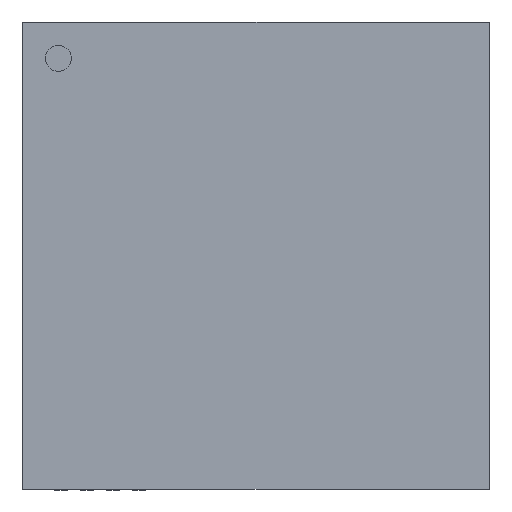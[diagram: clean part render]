
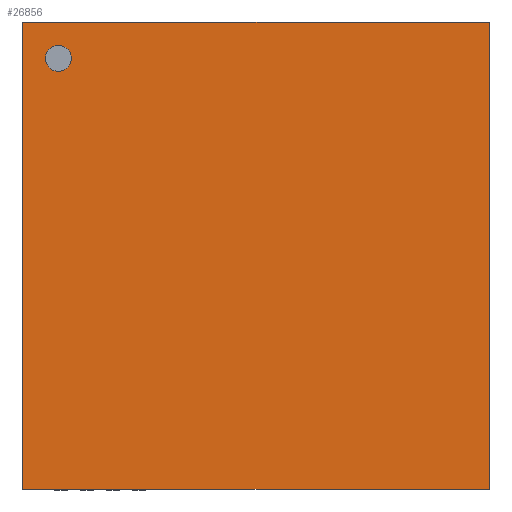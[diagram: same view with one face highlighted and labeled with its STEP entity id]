
A CAD part, top view. The second image highlights one B-rep face of the part: STEP entity #26856.
In plain terms, the highlighted planar face has unit normal (0, 0, 1).
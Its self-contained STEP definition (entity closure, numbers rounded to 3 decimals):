
#443 = PLANE('',#444);
#444 = AXIS2_PLACEMENT_3D('',#445,#446,#447);
#445 = CARTESIAN_POINT('',(-4.49,-4.49,0.02));
#446 = DIRECTION('',(1.,0.,0.));
#447 = DIRECTION('',(0.,0.,1.));
#471 = PLANE('',#472);
#472 = AXIS2_PLACEMENT_3D('',#473,#474,#475);
#473 = CARTESIAN_POINT('',(-4.49,-4.49,0.02));
#474 = DIRECTION('',(0.,1.,0.));
#475 = DIRECTION('',(0.,0.,1.));
#2259 = PLANE('',#2260);
#2260 = AXIS2_PLACEMENT_3D('',#2261,#2262,#2263);
#2261 = CARTESIAN_POINT('',(4.49,-4.49,0.02));
#2262 = DIRECTION('',(1.,0.,0.));
#2263 = DIRECTION('',(0.,0.,1.));
#4047 = PLANE('',#4048);
#4048 = AXIS2_PLACEMENT_3D('',#4049,#4050,#4051);
#4049 = CARTESIAN_POINT('',(-4.49,4.49,0.02));
#4050 = DIRECTION('',(0.,1.,0.));
#4051 = DIRECTION('',(0.,0.,1.));
#7587 = EDGE_CURVE('',#7588,#7590,#7592,.T.);
#7588 = VERTEX_POINT('',#7589);
#7589 = CARTESIAN_POINT('',(-4.49,-4.49,0.9));
#7590 = VERTEX_POINT('',#7591);
#7591 = CARTESIAN_POINT('',(-4.49,4.49,0.9));
#7592 = SURFACE_CURVE('',#7593,(#7597,#7604),.PCURVE_S1.);
#7593 = LINE('',#7594,#7595);
#7594 = CARTESIAN_POINT('',(-4.49,-4.49,0.9));
#7595 = VECTOR('',#7596,1.);
#7596 = DIRECTION('',(0.,1.,0.));
#7597 = PCURVE('',#443,#7598);
#7598 = DEFINITIONAL_REPRESENTATION('',(#7599),#7603);
#7599 = LINE('',#7600,#7601);
#7600 = CARTESIAN_POINT('',(0.88,0.));
#7601 = VECTOR('',#7602,1.);
#7602 = DIRECTION('',(0.,-1.));
#7603 = ( GEOMETRIC_REPRESENTATION_CONTEXT(2) 
PARAMETRIC_REPRESENTATION_CONTEXT() REPRESENTATION_CONTEXT('2D SPACE',''
  ) );
#7604 = PCURVE('',#7605,#7610);
#7605 = PLANE('',#7606);
#7606 = AXIS2_PLACEMENT_3D('',#7607,#7608,#7609);
#7607 = CARTESIAN_POINT('',(-4.49,-4.49,0.9));
#7608 = DIRECTION('',(0.,0.,1.));
#7609 = DIRECTION('',(1.,0.,0.));
#7610 = DEFINITIONAL_REPRESENTATION('',(#7611),#7615);
#7611 = LINE('',#7612,#7613);
#7612 = CARTESIAN_POINT('',(0.,0.));
#7613 = VECTOR('',#7614,1.);
#7614 = DIRECTION('',(0.,1.));
#7615 = ( GEOMETRIC_REPRESENTATION_CONTEXT(2) 
PARAMETRIC_REPRESENTATION_CONTEXT() REPRESENTATION_CONTEXT('2D SPACE',''
  ) );
#8785 = EDGE_CURVE('',#7588,#8786,#8788,.T.);
#8786 = VERTEX_POINT('',#8787);
#8787 = CARTESIAN_POINT('',(4.49,-4.49,0.9));
#8788 = SURFACE_CURVE('',#8789,(#8793,#8800),.PCURVE_S1.);
#8789 = LINE('',#8790,#8791);
#8790 = CARTESIAN_POINT('',(-4.49,-4.49,0.9));
#8791 = VECTOR('',#8792,1.);
#8792 = DIRECTION('',(1.,0.,0.));
#8793 = PCURVE('',#471,#8794);
#8794 = DEFINITIONAL_REPRESENTATION('',(#8795),#8799);
#8795 = LINE('',#8796,#8797);
#8796 = CARTESIAN_POINT('',(0.88,0.));
#8797 = VECTOR('',#8798,1.);
#8798 = DIRECTION('',(0.,1.));
#8799 = ( GEOMETRIC_REPRESENTATION_CONTEXT(2) 
PARAMETRIC_REPRESENTATION_CONTEXT() REPRESENTATION_CONTEXT('2D SPACE',''
  ) );
#8800 = PCURVE('',#7605,#8801);
#8801 = DEFINITIONAL_REPRESENTATION('',(#8802),#8806);
#8802 = LINE('',#8803,#8804);
#8803 = CARTESIAN_POINT('',(0.,0.));
#8804 = VECTOR('',#8805,1.);
#8805 = DIRECTION('',(1.,0.));
#8806 = ( GEOMETRIC_REPRESENTATION_CONTEXT(2) 
PARAMETRIC_REPRESENTATION_CONTEXT() REPRESENTATION_CONTEXT('2D SPACE',''
  ) );
#17250 = EDGE_CURVE('',#7590,#17251,#17253,.T.);
#17251 = VERTEX_POINT('',#17252);
#17252 = CARTESIAN_POINT('',(4.49,4.49,0.9));
#17253 = SURFACE_CURVE('',#17254,(#17258,#17265),.PCURVE_S1.);
#17254 = LINE('',#17255,#17256);
#17255 = CARTESIAN_POINT('',(-4.49,4.49,0.9));
#17256 = VECTOR('',#17257,1.);
#17257 = DIRECTION('',(1.,0.,0.));
#17258 = PCURVE('',#4047,#17259);
#17259 = DEFINITIONAL_REPRESENTATION('',(#17260),#17264);
#17260 = LINE('',#17261,#17262);
#17261 = CARTESIAN_POINT('',(0.88,0.));
#17262 = VECTOR('',#17263,1.);
#17263 = DIRECTION('',(0.,1.));
#17264 = ( GEOMETRIC_REPRESENTATION_CONTEXT(2) 
PARAMETRIC_REPRESENTATION_CONTEXT() REPRESENTATION_CONTEXT('2D SPACE',''
  ) );
#17265 = PCURVE('',#7605,#17266);
#17266 = DEFINITIONAL_REPRESENTATION('',(#17267),#17271);
#17267 = LINE('',#17268,#17269);
#17268 = CARTESIAN_POINT('',(0.,8.98));
#17269 = VECTOR('',#17270,1.);
#17270 = DIRECTION('',(1.,0.));
#17271 = ( GEOMETRIC_REPRESENTATION_CONTEXT(2) 
PARAMETRIC_REPRESENTATION_CONTEXT() REPRESENTATION_CONTEXT('2D SPACE',''
  ) );
#18417 = EDGE_CURVE('',#8786,#17251,#18418,.T.);
#18418 = SURFACE_CURVE('',#18419,(#18423,#18430),.PCURVE_S1.);
#18419 = LINE('',#18420,#18421);
#18420 = CARTESIAN_POINT('',(4.49,-4.49,0.9));
#18421 = VECTOR('',#18422,1.);
#18422 = DIRECTION('',(0.,1.,0.));
#18423 = PCURVE('',#2259,#18424);
#18424 = DEFINITIONAL_REPRESENTATION('',(#18425),#18429);
#18425 = LINE('',#18426,#18427);
#18426 = CARTESIAN_POINT('',(0.88,0.));
#18427 = VECTOR('',#18428,1.);
#18428 = DIRECTION('',(0.,-1.));
#18429 = ( GEOMETRIC_REPRESENTATION_CONTEXT(2) 
PARAMETRIC_REPRESENTATION_CONTEXT() REPRESENTATION_CONTEXT('2D SPACE',''
  ) );
#18430 = PCURVE('',#7605,#18431);
#18431 = DEFINITIONAL_REPRESENTATION('',(#18432),#18436);
#18432 = LINE('',#18433,#18434);
#18433 = CARTESIAN_POINT('',(8.98,0.));
#18434 = VECTOR('',#18435,1.);
#18435 = DIRECTION('',(0.,1.));
#18436 = ( GEOMETRIC_REPRESENTATION_CONTEXT(2) 
PARAMETRIC_REPRESENTATION_CONTEXT() REPRESENTATION_CONTEXT('2D SPACE',''
  ) );
#26856 = ADVANCED_FACE('',(#26857,#26863),#7605,.T.);
#26857 = FACE_BOUND('',#26858,.T.);
#26858 = EDGE_LOOP('',(#26859,#26860,#26861,#26862));
#26859 = ORIENTED_EDGE('',*,*,#7587,.F.);
#26860 = ORIENTED_EDGE('',*,*,#8785,.T.);
#26861 = ORIENTED_EDGE('',*,*,#18417,.T.);
#26862 = ORIENTED_EDGE('',*,*,#17250,.F.);
#26863 = FACE_BOUND('',#26864,.T.);
#26864 = EDGE_LOOP('',(#26865));
#26865 = ORIENTED_EDGE('',*,*,#26866,.T.);
#26866 = EDGE_CURVE('',#26867,#26867,#26869,.T.);
#26867 = VERTEX_POINT('',#26868);
#26868 = CARTESIAN_POINT('',(-3.55,-3.8,0.9));
#26869 = SURFACE_CURVE('',#26870,(#26875,#26886),.PCURVE_S1.);
#26870 = CIRCLE('',#26871,0.25);
#26871 = AXIS2_PLACEMENT_3D('',#26872,#26873,#26874);
#26872 = CARTESIAN_POINT('',(-3.8,-3.8,0.9));
#26873 = DIRECTION('',(0.,0.,-1.));
#26874 = DIRECTION('',(1.,0.,0.));
#26875 = PCURVE('',#7605,#26876);
#26876 = DEFINITIONAL_REPRESENTATION('',(#26877),#26885);
#26877 = ( BOUNDED_CURVE() B_SPLINE_CURVE(2,(#26878,#26879,#26880,#26881
    ,#26882,#26883,#26884),.UNSPECIFIED.,.T.,.F.) 
B_SPLINE_CURVE_WITH_KNOTS((1,2,2,2,2,1),(-2.094,0.,
    2.094,4.189,6.283,8.378),
.UNSPECIFIED.) CURVE() GEOMETRIC_REPRESENTATION_ITEM() 
RATIONAL_B_SPLINE_CURVE((1.,0.5,1.,0.5,1.,0.5,1.)) REPRESENTATION_ITEM(
  '') );
#26878 = CARTESIAN_POINT('',(0.94,0.69));
#26879 = CARTESIAN_POINT('',(0.94,0.257));
#26880 = CARTESIAN_POINT('',(0.565,0.473));
#26881 = CARTESIAN_POINT('',(0.19,0.69));
#26882 = CARTESIAN_POINT('',(0.565,0.907));
#26883 = CARTESIAN_POINT('',(0.94,1.123));
#26884 = CARTESIAN_POINT('',(0.94,0.69));
#26885 = ( GEOMETRIC_REPRESENTATION_CONTEXT(2) 
PARAMETRIC_REPRESENTATION_CONTEXT() REPRESENTATION_CONTEXT('2D SPACE',''
  ) );
#26886 = PCURVE('',#26887,#26892);
#26887 = CYLINDRICAL_SURFACE('',#26888,0.25);
#26888 = AXIS2_PLACEMENT_3D('',#26889,#26890,#26891);
#26889 = CARTESIAN_POINT('',(-3.8,-3.8,0.91));
#26890 = DIRECTION('',(-0.,-0.,-1.));
#26891 = DIRECTION('',(1.,0.,0.));
#26892 = DEFINITIONAL_REPRESENTATION('',(#26893),#26897);
#26893 = LINE('',#26894,#26895);
#26894 = CARTESIAN_POINT('',(-6.283,0.01));
#26895 = VECTOR('',#26896,1.);
#26896 = DIRECTION('',(1.,-0.));
#26897 = ( GEOMETRIC_REPRESENTATION_CONTEXT(2) 
PARAMETRIC_REPRESENTATION_CONTEXT() REPRESENTATION_CONTEXT('2D SPACE',''
  ) );
